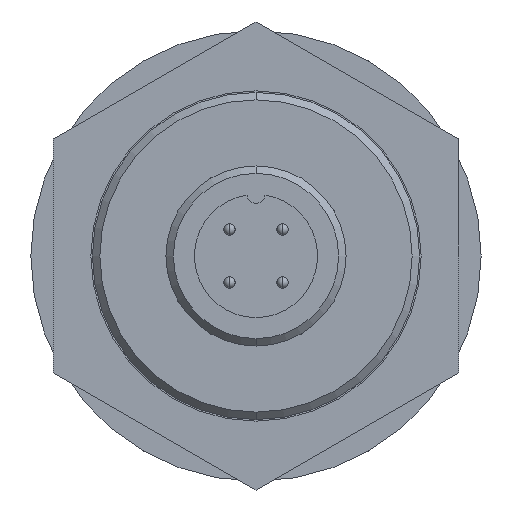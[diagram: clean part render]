
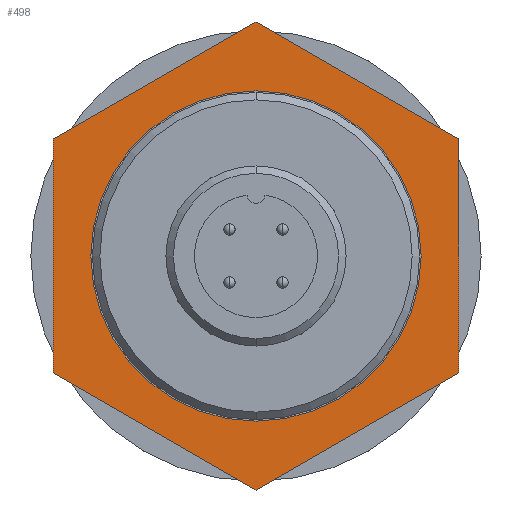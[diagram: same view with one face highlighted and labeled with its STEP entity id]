
A CAD part, front view. The second image highlights one B-rep face of the part: STEP entity #498.
In plain terms, the highlighted planar face has unit normal (0, -1, 0).
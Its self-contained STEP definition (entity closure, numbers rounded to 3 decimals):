
#39 = ORIENTED_EDGE ( 'NONE', *, *, #2731, .F. ) ;
#94 = AXIS2_PLACEMENT_3D ( 'NONE', #2723, #684, #2346 ) ;
#177 = EDGE_LOOP ( 'NONE', ( #341, #1576, #398, #953, #1788, #1410 ) ) ;
#190 = EDGE_LOOP ( 'NONE', ( #835, #39 ) ) ;
#211 = AXIS2_PLACEMENT_3D ( 'NONE', #2402, #2393, #2335 ) ;
#220 = FACE_OUTER_BOUND ( 'NONE', #177, .T. ) ;
#341 = ORIENTED_EDGE ( 'NONE', *, *, #2497, .T. ) ;
#347 = CARTESIAN_POINT ( 'NONE',  ( -13.5, -11.8, -7.794 ) ) ;
#348 = VERTEX_POINT ( 'NONE', #2089 ) ;
#383 = VERTEX_POINT ( 'NONE', #1365 ) ;
#398 = ORIENTED_EDGE ( 'NONE', *, *, #423, .T. ) ;
#423 = EDGE_CURVE ( 'NONE', #889, #885, #2103, .T. ) ;
#480 = CARTESIAN_POINT ( 'NONE',  ( 0., -11.8, -15.588 ) ) ;
#498 = ADVANCED_FACE ( 'NONE', ( #220, #2039 ), #2913, .T. ) ;
#552 = DIRECTION ( 'NONE',  ( -0.866, 0., 0.5 ) ) ;
#598 = DIRECTION ( 'NONE',  ( 0., 0., 1. ) ) ;
#684 = DIRECTION ( 'NONE',  ( 0., -1., 0. ) ) ;
#721 = EDGE_CURVE ( 'NONE', #348, #383, #2066, .T. ) ;
#800 = CARTESIAN_POINT ( 'NONE',  ( 0., -11.8, 15.588 ) ) ;
#835 = ORIENTED_EDGE ( 'NONE', *, *, #721, .F. ) ;
#852 = VERTEX_POINT ( 'NONE', #886 ) ;
#861 = VERTEX_POINT ( 'NONE', #877 ) ;
#877 = CARTESIAN_POINT ( 'NONE',  ( 13.5, -11.8, -7.794 ) ) ;
#885 = VERTEX_POINT ( 'NONE', #480 ) ;
#886 = CARTESIAN_POINT ( 'NONE',  ( 13.5, -11.8, 7.794 ) ) ;
#889 = VERTEX_POINT ( 'NONE', #347 ) ;
#892 = VECTOR ( 'NONE', #2234, 1000. ) ;
#940 = CARTESIAN_POINT ( 'NONE',  ( -13.5, -11.8, 7.794 ) ) ;
#953 = ORIENTED_EDGE ( 'NONE', *, *, #2270, .T. ) ;
#965 = VECTOR ( 'NONE', #1221, 1000. ) ;
#1073 = VERTEX_POINT ( 'NONE', #940 ) ;
#1219 = DIRECTION ( 'NONE',  ( 0., -1., 0. ) ) ;
#1221 = DIRECTION ( 'NONE',  ( 0.866, 0., -0.5 ) ) ;
#1346 = DIRECTION ( 'NONE',  ( -0.866, 0., -0.5 ) ) ;
#1356 = VECTOR ( 'NONE', #1346, 1000. ) ;
#1365 = CARTESIAN_POINT ( 'NONE',  ( 0., -11.8, -11. ) ) ;
#1392 = EDGE_CURVE ( 'NONE', #852, #1874, #2152, .T. ) ;
#1410 = ORIENTED_EDGE ( 'NONE', *, *, #1392, .T. ) ;
#1576 = ORIENTED_EDGE ( 'NONE', *, *, #1651, .T. ) ;
#1622 = VECTOR ( 'NONE', #552, 1000. ) ;
#1651 = EDGE_CURVE ( 'NONE', #1073, #889, #2586, .T. ) ;
#1788 = ORIENTED_EDGE ( 'NONE', *, *, #2651, .T. ) ;
#1805 = CARTESIAN_POINT ( 'NONE',  ( -13.5, -11.8, -7.794 ) ) ;
#1874 = VERTEX_POINT ( 'NONE', #800 ) ;
#1946 = CARTESIAN_POINT ( 'NONE',  ( 13.5, -11.8, 7.794 ) ) ;
#1947 = LINE ( 'NONE', #2542, #1356 ) ;
#1968 = LINE ( 'NONE', #2378, #2372 ) ;
#2030 = CARTESIAN_POINT ( 'NONE',  ( -13.5, -11.8, 7.794 ) ) ;
#2038 = VECTOR ( 'NONE', #2465, 1000. ) ;
#2039 = FACE_BOUND ( 'NONE', #190, .T. ) ;
#2066 = CIRCLE ( 'NONE', #211, 11. ) ;
#2089 = CARTESIAN_POINT ( 'NONE',  ( 0., -11.8, 11. ) ) ;
#2101 = LINE ( 'NONE', #2271, #2038 ) ;
#2103 = LINE ( 'NONE', #1805, #965 ) ;
#2152 = LINE ( 'NONE', #1946, #1622 ) ;
#2234 = DIRECTION ( 'NONE',  ( 0., 0., -1. ) ) ;
#2248 = CIRCLE ( 'NONE', #2588, 11. ) ;
#2270 = EDGE_CURVE ( 'NONE', #885, #861, #2101, .T. ) ;
#2271 = CARTESIAN_POINT ( 'NONE',  ( 0., -11.8, -15.588 ) ) ;
#2335 = DIRECTION ( 'NONE',  ( 0., 0., -1. ) ) ;
#2346 = DIRECTION ( 'NONE',  ( 0., 0., -1. ) ) ;
#2372 = VECTOR ( 'NONE', #598, 1000. ) ;
#2378 = CARTESIAN_POINT ( 'NONE',  ( 13.5, -11.8, -7.794 ) ) ;
#2393 = DIRECTION ( 'NONE',  ( 0., -1., 0. ) ) ;
#2402 = CARTESIAN_POINT ( 'NONE',  ( 0., -11.8, 0. ) ) ;
#2416 = CARTESIAN_POINT ( 'NONE',  ( 0., -11.8, 0. ) ) ;
#2465 = DIRECTION ( 'NONE',  ( 0.866, 0., 0.5 ) ) ;
#2497 = EDGE_CURVE ( 'NONE', #1874, #1073, #1947, .T. ) ;
#2542 = CARTESIAN_POINT ( 'NONE',  ( 0., -11.8, 15.588 ) ) ;
#2586 = LINE ( 'NONE', #2030, #892 ) ;
#2588 = AXIS2_PLACEMENT_3D ( 'NONE', #2416, #1219, #2617 ) ;
#2617 = DIRECTION ( 'NONE',  ( 0., 0., -1. ) ) ;
#2651 = EDGE_CURVE ( 'NONE', #861, #852, #1968, .T. ) ;
#2723 = CARTESIAN_POINT ( 'NONE',  ( 0., -11.8, 0. ) ) ;
#2731 = EDGE_CURVE ( 'NONE', #383, #348, #2248, .T. ) ;
#2913 = PLANE ( 'NONE',  #94 ) ;
